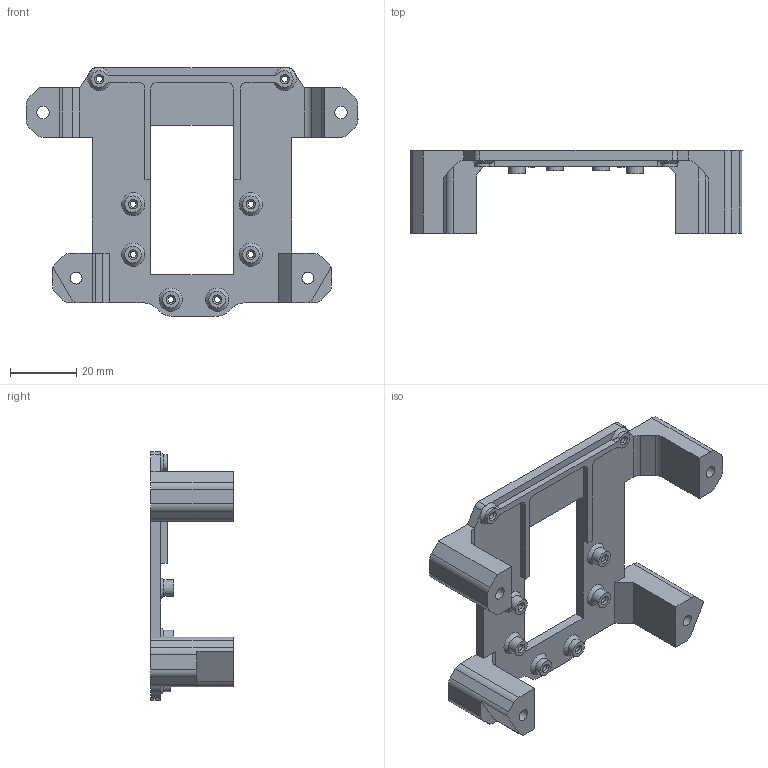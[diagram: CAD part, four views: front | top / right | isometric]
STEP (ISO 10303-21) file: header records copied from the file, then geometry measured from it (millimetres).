
FILE_DESCRIPTION( ( '' ), ' ' );
FILE_NAME( '5cafa8476e1b28179f496a90.step', '2019-04-11T20:49:12', ( '' ), ( '' ), ' ', ' ', ' ' );
FILE_SCHEMA( ( 'AUTOMOTIVE_DESIGN { 1 0 10303 214 1 1 1 1 }' ) );
Length unit declared in the file: metre
Products named in the file (1): Part 3
Bounding box: 100.25 x 25 x 75 mm (x, y, z)
Volume: 25382 mm3; surface area: 15881.7 mm2
Topology: 1 solids, 1 shells, 144 faces, 393 edges, 256 vertices
Faces by surface type: plane 70, cylinder 58, cone 16
Full cylindrical faces by diameter (mm): 1.8 x2, 1.85 x6, 3.6 x2, 3.7 x2, 5 x6
Entity records: 5661 total; most frequent: CARTESIAN_POINT 829, DIRECTION 767, ORIENTED_EDGE 722, EDGE_CURVE 361, AXIS2_PLACEMENT_3D 276, VERTEX_POINT 256, LINE 215, VECTOR 215
